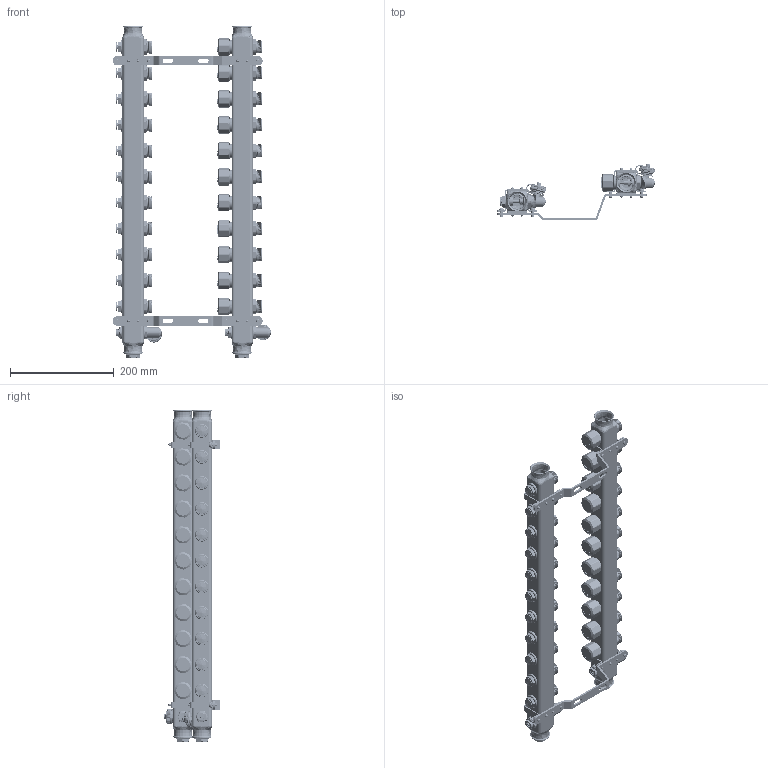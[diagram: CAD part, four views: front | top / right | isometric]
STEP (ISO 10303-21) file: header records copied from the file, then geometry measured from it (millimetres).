
FILE_DESCRIPTION (( 'STEP AP214' ), '1' );
FILE_NAME ('SSM-11R.STEP', '2023-11-11T17:05:18', ( '' ), ( '' ), 'SwSTEP 2.0', 'SolidWorks 2018', '' );
FILE_SCHEMA (( 'AUTOMOTIVE_DESIGN' ));
Length unit declared in the file: millimetre
Products named in the file (46): 326.200.00__________24.2x2.STEP; 3100-15-03____.STEP; 媼芛簽; 齬ァ概肣璃; 3100-15-05____.STEP; 概郋郪蚾12; ѹñ; 003裔赽; O____10x2.5.STEP; W3100-15邿阨概.STEP; O____7x1.5.STEP; M6X12蹟佪; 3100-15-02____.STEP; 黑簽; J002-FL; 霜講數12; 蚾饜极す砎々; す鞠褒郪蚾; 盓殤砎々18潔擒; 滑菸煦阨ん盓殤; O____16x1.9.STEP; O____13x1.5.STEP; 7.6x1.9; 齬ァ概; 祥凄詩裝赽; 18X2.5; 18X2; 滑菸盓殤縐遠; W3100-15邿阨概; 齬ァ概羲壽; 12h; 3100-15-01____.STEP; O____22x2.STEP; 粟銅杶; 3100-15-04______.STEP; 懦伎鬥忒謫; 粟銅概郋蚾饜极; 肣菁啣; 砎蝶菁啣; 囀鞠褒諉芛 ...
Assembly tree (99 placements, depth 5):
  SSM-11R
    概郋郪蚾12
      懦伎鬥忒謫  x11
      囀鞠褒諉芛  x11
      粟銅概郋蚾饜极  x11
        媼芛簽
        ѹñ
        祥凄詩裝赽
        粟銅杶
        肣菁啣
        砎蝶菁啣
        7.6x1.9
        18X2.5
      12h
      黑簽
      W3100-15邿阨概
        W3100-15邿阨概.STEP
          3100-15-01____.STEP
          3100-15-02____.STEP
          3100-15-03____.STEP
          3100-15-04______.STEP
          O____10x2.5.STEP
          O____13x1.5.STEP
          O____7x1.5.STEP
          O____22x2.STEP
          3100-15-05____.STEP
          326.200.00__________24.2x2.STEP
          O____16x1.9.STEP  x2
          354.002.00__________.STEP
      齬ァ概
        齬ァ概肣璃
        齬ァ概呿蹋芛
        齬ァ概羲壽
        18X2
    霜講數12
      12h
      黑簽
      W3100-15邿阨概
        W3100-15邿阨概.STEP
          3100-15-01____.STEP
          3100-15-02____.STEP
          3100-15-03____.STEP
          3100-15-04______.STEP
          O____10x2.5.STEP
          O____13x1.5.STEP
          O____7x1.5.STEP
          O____22x2.STEP
          3100-15-05____.STEP
          326.200.00__________24.2x2.STEP
          O____16x1.9.STEP  x2
          354.002.00__________.STEP
      齬ァ概
        齬ァ概肣璃
        齬ァ概呿蹋芛
        齬ァ概羲壽
        18X2
      す鞠褒郪蚾  x11
        003郪蚾
          002
          J002-FL
Bounding box: 305.17 x 109.62 x 638.6 mm (x, y, z)
Volume: 828774.1 mm3; surface area: 832025.7 mm2
Topology: 225 solids, 225 shells, 10191 faces, 24845 edges, 15632 vertices
Faces by surface type: cylinder 4022, plane 2784, cone 1981, torus 1030, bspline 374
Entity records: 103491 total; most frequent: CARTESIAN_POINT 58368, ORIENTED_EDGE 9172, DIRECTION 9142, EDGE_CURVE 4586, AXIS2_PLACEMENT_3D 3772, VERTEX_POINT 2920, EDGE_LOOP 2044, CIRCLE 1908
